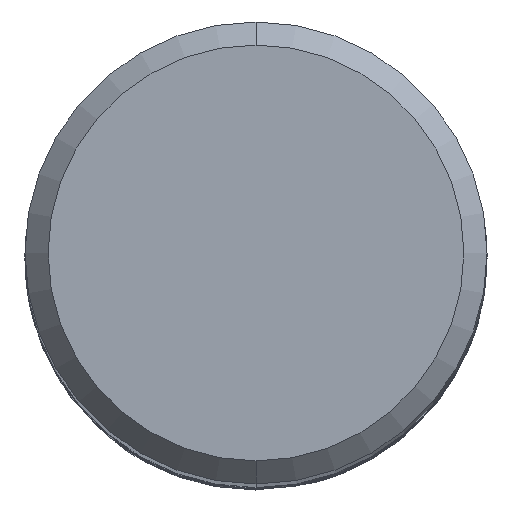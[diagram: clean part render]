
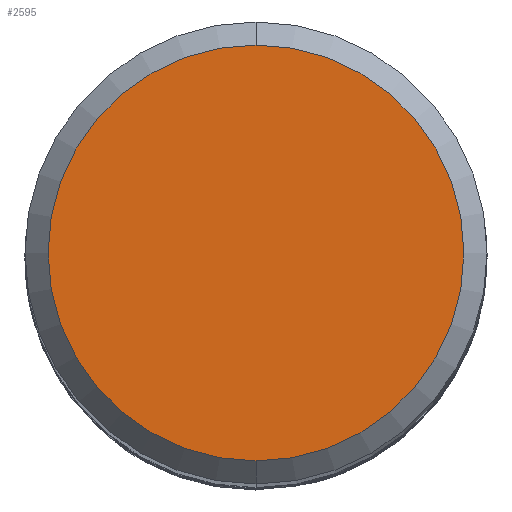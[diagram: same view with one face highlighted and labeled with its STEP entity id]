
A CAD part, top view. The second image highlights one B-rep face of the part: STEP entity #2595.
In plain terms, the highlighted planar face has unit normal (0, 0, 1).
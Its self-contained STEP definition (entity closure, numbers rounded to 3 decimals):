
#1405=VERTEX_POINT('',#3458);
#2267=VERTEX_POINT('',#4396);
#2595=ADVANCED_FACE('',(#4759),#4760,.T.);
#2661=EDGE_CURVE('',#1405,#2267,#4832,.T.);
#2975=EDGE_CURVE('',#2267,#1405,#5172,.T.);
#3458=CARTESIAN_POINT('',(0.,-5.4,0.0));
#4396=CARTESIAN_POINT('',(0.0,5.4,0.0));
#4759=FACE_OUTER_BOUND('',#25697,.T.);
#4760=PLANE('',#25698);
#4832=CIRCLE('',#26510,5.4);
#5172=CIRCLE('',#30361,5.4);
#25697=EDGE_LOOP('',(#32233,#32234));
#25698=AXIS2_PLACEMENT_3D('',#32235,#32236,#32237);
#26510=AXIS2_PLACEMENT_3D('',#32314,#32315,#32316);
#30361=AXIS2_PLACEMENT_3D('',#32643,#32644,#32645);
#32233=ORIENTED_EDGE('',*,*,#2975,.F.);
#32234=ORIENTED_EDGE('',*,*,#2661,.F.);
#32235=CARTESIAN_POINT('',(0.0,2.7,0.0));
#32236=DIRECTION('',(-0.0,0.0,1.0));
#32237=DIRECTION('',(0.0,-1.0,0.0));
#32314=CARTESIAN_POINT('',(0.0,0.0,0.0));
#32315=DIRECTION('',(0.0,0.0,-1.0));
#32316=DIRECTION('',(0.0,1.0,0.0));
#32643=CARTESIAN_POINT('',(0.0,0.0,0.0));
#32644=DIRECTION('',(0.0,0.0,-1.0));
#32645=DIRECTION('',(0.0,1.0,0.0));
